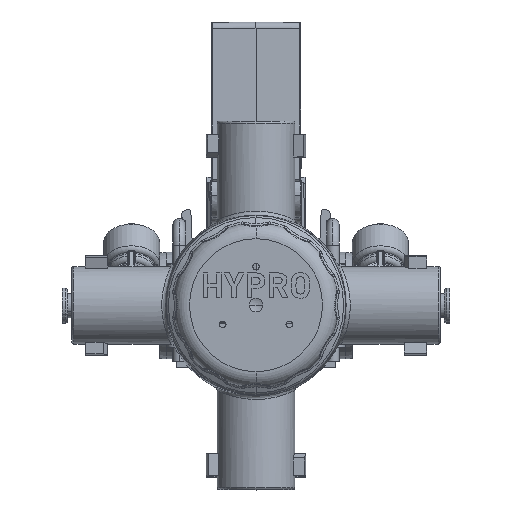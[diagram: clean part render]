
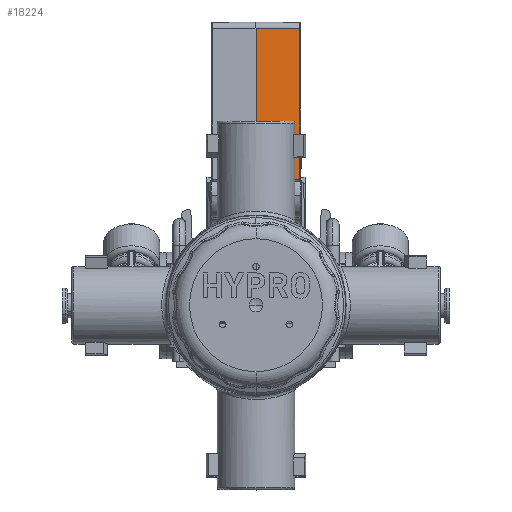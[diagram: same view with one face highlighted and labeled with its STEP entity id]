
A CAD part, top view. The second image highlights one B-rep face of the part: STEP entity #18224.
In plain terms, the highlighted planar face has unit normal (0.009, 0.054, 0.999).
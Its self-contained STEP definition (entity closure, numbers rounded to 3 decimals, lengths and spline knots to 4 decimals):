
#320 = VERTEX_POINT ( 'NONE', #50133 ) ;
#9708 = VERTEX_POINT ( 'NONE', #92917 ) ;
#10207 = CARTESIAN_POINT ( 'NONE',  ( 0.0807, 1.189, 0.8677 ) ) ;
#12183 = CARTESIAN_POINT ( 'NONE',  ( 0.2957, 1.1952, 0.8654 ) ) ;
#13857 = EDGE_CURVE ( 'NONE', #18153, #25043, #43900, .T. ) ;
#14065 = LINE ( 'NONE', #73350, #101349 ) ;
#18153 = VERTEX_POINT ( 'NONE', #28958 ) ;
#18224 = ADVANCED_FACE ( 'NONE', ( #31554 ), #72282, .T. ) ;
#20335 = EDGE_CURVE ( 'NONE', #25043, #56583, #14065, .T. ) ;
#20704 = CARTESIAN_POINT ( 'NONE',  ( 0.3528, 1.1969, 0.8649 ) ) ;
#20745 = CARTESIAN_POINT ( 'NONE',  ( 0., 2.6308, 0.7906 ) ) ;
#21400 = VECTOR ( 'NONE', #57836, 39.3701 ) ;
#21561 = DIRECTION ( 'NONE',  ( 0.009, 0.054, 0.999 ) ) ;
#25043 = VERTEX_POINT ( 'NONE', #20745 ) ;
#26385 = VECTOR ( 'NONE', #44667, 39.3701 ) ;
#26648 = EDGE_CURVE ( 'NONE', #26887, #18153, #100021, .T. ) ;
#26887 = VERTEX_POINT ( 'NONE', #41133 ) ;
#27305 = EDGE_CURVE ( 'NONE', #64495, #320, #102575, .T. ) ;
#28944 = ORIENTED_EDGE ( 'NONE', *, *, #20335, .T. ) ;
#28958 = CARTESIAN_POINT ( 'NONE',  ( 0.4135, 2.6272, 0.7872 ) ) ;
#29153 = ORIENTED_EDGE ( 'NONE', *, *, #98482, .T. ) ;
#29201 = CARTESIAN_POINT ( 'NONE',  ( 0.4135, 1.1986, 0.8642 ) ) ;
#29676 = CARTESIAN_POINT ( 'NONE',  ( 0., 1.189, 0.8684 ) ) ;
#31554 = FACE_OUTER_BOUND ( 'NONE', #66648, .T. ) ;
#31874 = ORIENTED_EDGE ( 'NONE', *, *, #27305, .T. ) ;
#34885 = EDGE_CURVE ( 'NONE', #64070, #56583, #48877, .T. ) ;
#35731 = CARTESIAN_POINT ( 'NONE',  ( 0.083, 1.189, 0.8676 ) ) ;
#36178 = CARTESIAN_POINT ( 'NONE',  ( -0.0008, 1.189, 0.8684 ) ) ;
#40707 = LINE ( 'NONE', #93177, #105503 ) ;
#41133 = CARTESIAN_POINT ( 'NONE',  ( 0.4135, 1.1986, 0.8642 ) ) ;
#43900 = LINE ( 'NONE', #99907, #21400 ) ;
#44230 = CARTESIAN_POINT ( 'NONE',  ( 0.0846, 1.1873, 0.8677 ) ) ;
#44481 = ORIENTED_EDGE ( 'NONE', *, *, #56778, .F. ) ;
#44667 = DIRECTION ( 'NONE',  ( -1., 0., 0.009 ) ) ;
#44719 = B_SPLINE_CURVE_WITH_KNOTS ( 'NONE', 3,
 ( #54406, #62917, #12183, #71408, #20704, #79903, #29201 ),
 .UNSPECIFIED., .F., .F.,
 ( 4, 3, 4 ),
 ( 0., 0.002, 0.0044 ),
 .UNSPECIFIED. ) ;
#46170 = ORIENTED_EDGE ( 'NONE', *, *, #26648, .T. ) ;
#47270 = EDGE_CURVE ( 'NONE', #9708, #26887, #44719, .T. ) ;
#48446 = ORIENTED_EDGE ( 'NONE', *, *, #47270, .T. ) ;
#48877 = LINE ( 'NONE', #36178, #26385 ) ;
#49175 = CARTESIAN_POINT ( 'NONE',  ( 0.0846, 1.7067, 0.8397 ) ) ;
#50133 = CARTESIAN_POINT ( 'NONE',  ( 0.0846, 1.054, 0.8749 ) ) ;
#54406 = CARTESIAN_POINT ( 'NONE',  ( 0.2421, 1.1937, 0.866 ) ) ;
#54498 = VERTEX_POINT ( 'NONE', #95608 ) ;
#54539 = CARTESIAN_POINT ( 'NONE',  ( 0., 1.7067, 0.8404 ) ) ;
#56583 = VERTEX_POINT ( 'NONE', #29676 ) ;
#56778 = EDGE_CURVE ( 'NONE', #54498, #320, #77621, .T. ) ;
#57836 = DIRECTION ( 'NONE',  ( -1., 0.009, 0.008 ) ) ;
#59410 =( BOUNDED_CURVE ( )  B_SPLINE_CURVE ( 3, ( #10207, #35731, #44230, #103366 ),
 .UNSPECIFIED., .F., .T. ) 
 B_SPLINE_CURVE_WITH_KNOTS ( ( 4, 4 ),
 ( 6.1225, 7.6933 ),
 .UNSPECIFIED. ) 
 CURVE ( )  GEOMETRIC_REPRESENTATION_ITEM ( )  RATIONAL_B_SPLINE_CURVE ( ( 1., 0.805, 0.805, 1. ) ) 
 REPRESENTATION_ITEM ( '' )  );
#60352 = VECTOR ( 'NONE', #108270, 39.3701 ) ;
#62917 = CARTESIAN_POINT ( 'NONE',  ( 0.2689, 1.1945, 0.8657 ) ) ;
#63467 = AXIS2_PLACEMENT_3D ( 'NONE', #54539, #21561, #80767 ) ;
#64070 = VERTEX_POINT ( 'NONE', #81826 ) ;
#64495 = VERTEX_POINT ( 'NONE', #80239 ) ;
#66648 = EDGE_LOOP ( 'NONE', ( #28944, #69510, #71749, #31874, #44481, #29153, #48446, #46170, #84953 ) ) ;
#66686 = CARTESIAN_POINT ( 'NONE',  ( 0., 1.0541, 0.8756 ) ) ;
#69510 = ORIENTED_EDGE ( 'NONE', *, *, #34885, .F. ) ;
#71408 = CARTESIAN_POINT ( 'NONE',  ( 0.3225, 1.196, 0.8652 ) ) ;
#71749 = ORIENTED_EDGE ( 'NONE', *, *, #88657, .T. ) ;
#72282 = PLANE ( 'NONE',  #63467 ) ;
#73350 = CARTESIAN_POINT ( 'NONE',  ( 0., 1.7067, 0.8404 ) ) ;
#77621 = LINE ( 'NONE', #66686, #99999 ) ;
#77651 = VECTOR ( 'NONE', #87079, 39.3701 ) ;
#79903 = CARTESIAN_POINT ( 'NONE',  ( 0.3831, 1.1977, 0.8645 ) ) ;
#80239 = CARTESIAN_POINT ( 'NONE',  ( 0.0846, 1.185, 0.8678 ) ) ;
#80767 = DIRECTION ( 'NONE',  ( 0., 0.999, -0.054 ) ) ;
#81826 = CARTESIAN_POINT ( 'NONE',  ( 0.0807, 1.189, 0.8677 ) ) ;
#84953 = ORIENTED_EDGE ( 'NONE', *, *, #13857, .T. ) ;
#87079 = DIRECTION ( 'NONE',  ( 0., 0.999, -0.054 ) ) ;
#88657 = EDGE_CURVE ( 'NONE', #64070, #64495, #59410, .T. ) ;
#92917 = CARTESIAN_POINT ( 'NONE',  ( 0.2421, 1.1937, 0.866 ) ) ;
#93177 = CARTESIAN_POINT ( 'NONE',  ( 0.2421, 1.7066, 0.8383 ) ) ;
#95608 = CARTESIAN_POINT ( 'NONE',  ( 0.2421, 1.0539, 0.8735 ) ) ;
#98482 = EDGE_CURVE ( 'NONE', #54498, #9708, #40707, .T. ) ;
#99907 = CARTESIAN_POINT ( 'NONE',  ( 0.0077, 2.6308, 0.7906 ) ) ;
#99999 = VECTOR ( 'NONE', #100577, 39.3701 ) ;
#100021 = LINE ( 'NONE', #103634, #77651 ) ;
#100577 = DIRECTION ( 'NONE',  ( -1., 0., 0.009 ) ) ;
#101349 = VECTOR ( 'NONE', #107646, 39.3701 ) ;
#101608 = DIRECTION ( 'NONE',  ( 0., 0.999, -0.054 ) ) ;
#102575 = LINE ( 'NONE', #49175, #60352 ) ;
#103366 = CARTESIAN_POINT ( 'NONE',  ( 0.0846, 1.185, 0.8678 ) ) ;
#103634 = CARTESIAN_POINT ( 'NONE',  ( 0.4135, 2.6271, 0.7872 ) ) ;
#105503 = VECTOR ( 'NONE', #101608, 39.3701 ) ;
#107646 = DIRECTION ( 'NONE',  ( 0., -0.999, 0.054 ) ) ;
#108270 = DIRECTION ( 'NONE',  ( 0., -0.999, 0.054 ) ) ;
